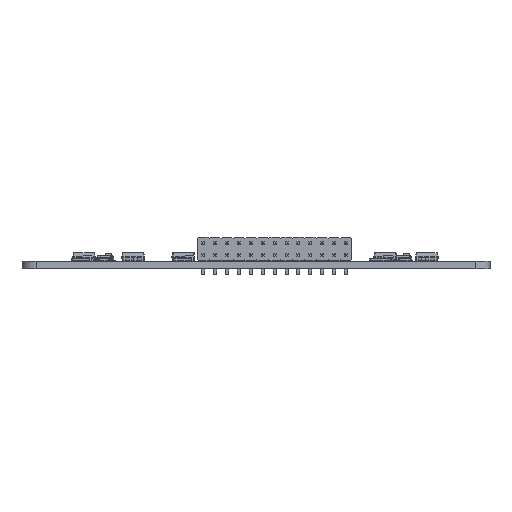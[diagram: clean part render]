
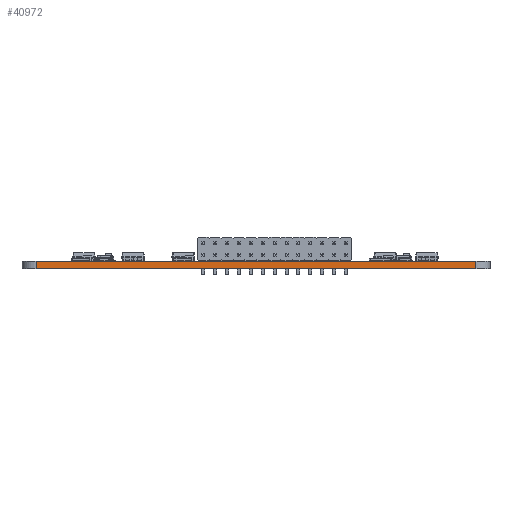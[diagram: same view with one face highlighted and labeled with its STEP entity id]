
A CAD part, front view. The second image highlights one B-rep face of the part: STEP entity #40972.
In plain terms, the highlighted planar face has unit normal (0, -1, 0).
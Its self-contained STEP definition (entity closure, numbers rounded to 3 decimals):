
#38069 = VERTEX_POINT('',#38070);
#38070 = CARTESIAN_POINT('',(78.,-155.,0.));
#38077 = EDGE_CURVE('',#38078,#38069,#38080,.T.);
#38078 = VERTEX_POINT('',#38079);
#38079 = CARTESIAN_POINT('',(172.,-155.,0.));
#38080 = LINE('',#38081,#38082);
#38081 = CARTESIAN_POINT('',(172.,-155.,0.));
#38082 = VECTOR('',#38083,1.);
#38083 = DIRECTION('',(-1.,0.,0.));
#39507 = VERTEX_POINT('',#39508);
#39508 = CARTESIAN_POINT('',(78.,-155.,1.6));
#39515 = EDGE_CURVE('',#39516,#39507,#39518,.T.);
#39516 = VERTEX_POINT('',#39517);
#39517 = CARTESIAN_POINT('',(172.,-155.,1.6));
#39518 = LINE('',#39519,#39520);
#39519 = CARTESIAN_POINT('',(172.,-155.,1.6));
#39520 = VECTOR('',#39521,1.);
#39521 = DIRECTION('',(-1.,0.,0.));
#40944 = EDGE_CURVE('',#38078,#39516,#40945,.T.);
#40945 = LINE('',#40946,#40947);
#40946 = CARTESIAN_POINT('',(172.,-155.,0.));
#40947 = VECTOR('',#40948,1.);
#40948 = DIRECTION('',(0.,0.,1.));
#40972 = ADVANCED_FACE('',(#40973),#40984,.T.);
#40973 = FACE_BOUND('',#40974,.T.);
#40974 = EDGE_LOOP('',(#40975,#40976,#40977,#40983));
#40975 = ORIENTED_EDGE('',*,*,#40944,.T.);
#40976 = ORIENTED_EDGE('',*,*,#39515,.T.);
#40977 = ORIENTED_EDGE('',*,*,#40978,.F.);
#40978 = EDGE_CURVE('',#38069,#39507,#40979,.T.);
#40979 = LINE('',#40980,#40981);
#40980 = CARTESIAN_POINT('',(78.,-155.,0.));
#40981 = VECTOR('',#40982,1.);
#40982 = DIRECTION('',(0.,0.,1.));
#40983 = ORIENTED_EDGE('',*,*,#38077,.F.);
#40984 = PLANE('',#40985);
#40985 = AXIS2_PLACEMENT_3D('',#40986,#40987,#40988);
#40986 = CARTESIAN_POINT('',(172.,-155.,0.));
#40987 = DIRECTION('',(0.,-1.,0.));
#40988 = DIRECTION('',(-1.,0.,0.));
